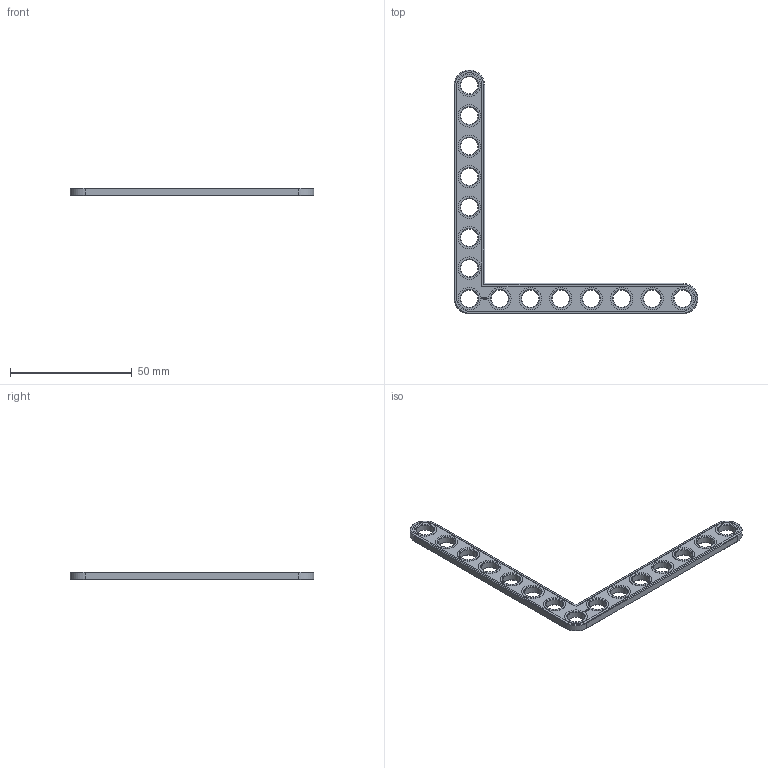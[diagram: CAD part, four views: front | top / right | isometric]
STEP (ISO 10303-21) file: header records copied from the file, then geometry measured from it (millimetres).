
FILE_DESCRIPTION(('FreeCAD Model'),'2;1');
FILE_NAME('Open CASCADE Shape Model','2024-02-09T22:18:14',(''),(''), 'Open CASCADE STEP processor 7.6','FreeCAD','Unknown');
FILE_SCHEMA(('AUTOMOTIVE_DESIGN { 1 0 10303 214 1 1 1 1 }'));
Length unit declared in the file: millimetre
Products named in the file (1): Brace AGD 90 SYM ERR BU08x00.25 - SPN-BRC-0616 (stemfie.org)
Bounding box: 100 x 100 x 3.12 mm (x, y, z)
Volume: 5147.4 mm3; surface area: 5603.3 mm2
Topology: 1 solids, 1 shells, 629 faces, 1687 edges, 1110 vertices
Faces by surface type: plane 343, extrusion 214, cone 36, cylinder 36
Full cylindrical faces by diameter (mm): 7 x15, 9.2 x15
Entity records: 43113 total; most frequent: CARTESIAN_POINT 10839, DIRECTION 5115, VECTOR 4010, LINE 3796, ORIENTED_EDGE 3374, PCURVE 3374, DEFINITIONAL_REPRESENTATION 3374, EDGE_CURVE 1687
